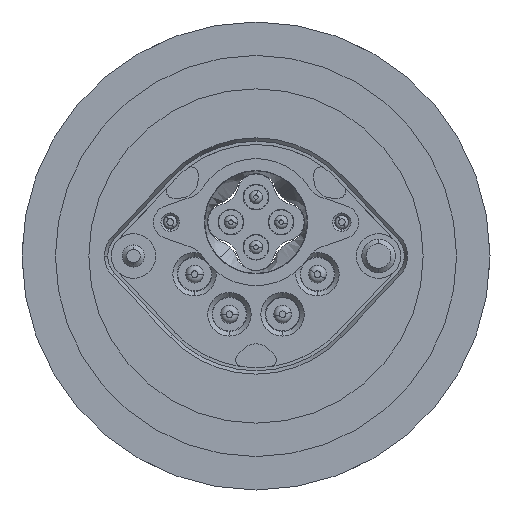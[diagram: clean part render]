
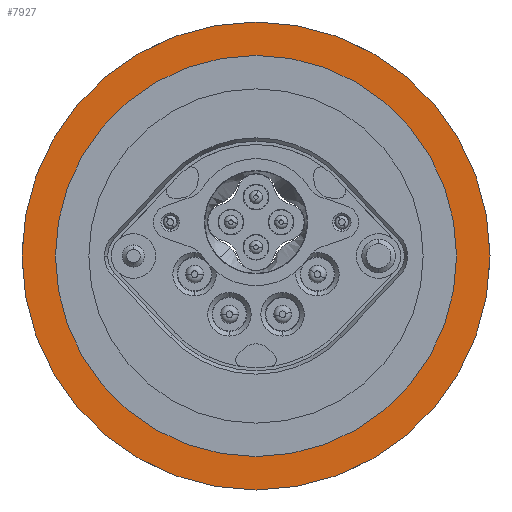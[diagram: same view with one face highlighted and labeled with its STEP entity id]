
A CAD part, front view. The second image highlights one B-rep face of the part: STEP entity #7927.
In plain terms, the highlighted planar face has unit normal (0, -1, 0).
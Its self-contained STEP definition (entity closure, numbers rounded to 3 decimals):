
#1226 = AXIS2_PLACEMENT_3D ( 'NONE', #2256, #10572, #14783 ) ;
#1852 = DIRECTION ( 'NONE',  ( 0., 1., 0. ) ) ;
#1867 = CARTESIAN_POINT ( 'NONE',  ( 0., -14.5, 0. ) ) ;
#2256 = CARTESIAN_POINT ( 'NONE',  ( 0., -14.5, 0. ) ) ;
#2864 = EDGE_CURVE ( 'NONE', #5633, #5174, #7404, .T. ) ;
#3956 = PLANE ( 'NONE',  #14517 ) ;
#4576 = DIRECTION ( 'NONE',  ( 0., 1., 0. ) ) ;
#4693 = CARTESIAN_POINT ( 'NONE',  ( 9., -14.5, 0. ) ) ;
#4718 = EDGE_CURVE ( 'NONE', #5908, #20060, #14944, .T. ) ;
#5174 = VERTEX_POINT ( 'NONE', #19866 ) ;
#5226 = CARTESIAN_POINT ( 'NONE',  ( 0., -14.5, -10.5 ) ) ;
#5633 = VERTEX_POINT ( 'NONE', #4693 ) ;
#5908 = VERTEX_POINT ( 'NONE', #5226 ) ;
#6193 = EDGE_CURVE ( 'NONE', #5174, #5633, #6307, .T. ) ;
#6307 = CIRCLE ( 'NONE', #6439, 9. ) ;
#6439 = AXIS2_PLACEMENT_3D ( 'NONE', #1867, #11079, #11217 ) ;
#7404 = CIRCLE ( 'NONE', #1226, 9. ) ;
#7927 = ADVANCED_FACE ( 'NONE', ( #16697, #10182 ), #3956, .F. ) ;
#10182 = FACE_BOUND ( 'NONE', #11238, .T. ) ;
#10572 = DIRECTION ( 'NONE',  ( 0., 1., 0. ) ) ;
#10701 = DIRECTION ( 'NONE',  ( 0., 0., 1. ) ) ;
#10960 = CARTESIAN_POINT ( 'NONE',  ( 0., -14.5, 10.5 ) ) ;
#11079 = DIRECTION ( 'NONE',  ( 0., 1., 0. ) ) ;
#11217 = DIRECTION ( 'NONE',  ( 0., 0., 1. ) ) ;
#11238 = EDGE_LOOP ( 'NONE', ( #21361, #14860 ) ) ;
#12936 = CARTESIAN_POINT ( 'NONE',  ( 0., -14.5, 0. ) ) ;
#14246 = DIRECTION ( 'NONE',  ( 0., 0., 1. ) ) ;
#14295 = DIRECTION ( 'NONE',  ( 0., 1., 0. ) ) ;
#14517 = AXIS2_PLACEMENT_3D ( 'NONE', #21203, #14295, #20034 ) ;
#14783 = DIRECTION ( 'NONE',  ( 0., 0., 1. ) ) ;
#14860 = ORIENTED_EDGE ( 'NONE', *, *, #2864, .T. ) ;
#14944 = CIRCLE ( 'NONE', #18702, 10.5 ) ;
#16697 = FACE_OUTER_BOUND ( 'NONE', #22987, .T. ) ;
#17313 = EDGE_CURVE ( 'NONE', #20060, #5908, #19041, .T. ) ;
#18263 = AXIS2_PLACEMENT_3D ( 'NONE', #22479, #4576, #14246 ) ;
#18702 = AXIS2_PLACEMENT_3D ( 'NONE', #12936, #1852, #10701 ) ;
#19041 = CIRCLE ( 'NONE', #18263, 10.5 ) ;
#19702 = ORIENTED_EDGE ( 'NONE', *, *, #4718, .F. ) ;
#19866 = CARTESIAN_POINT ( 'NONE',  ( -9., -14.5, 0. ) ) ;
#20034 = DIRECTION ( 'NONE',  ( 0., 0., 1. ) ) ;
#20060 = VERTEX_POINT ( 'NONE', #10960 ) ;
#21203 = CARTESIAN_POINT ( 'NONE',  ( 0., -14.5, -10.5 ) ) ;
#21361 = ORIENTED_EDGE ( 'NONE', *, *, #6193, .T. ) ;
#22075 = ORIENTED_EDGE ( 'NONE', *, *, #17313, .F. ) ;
#22479 = CARTESIAN_POINT ( 'NONE',  ( 0., -14.5, 0. ) ) ;
#22987 = EDGE_LOOP ( 'NONE', ( #22075, #19702 ) ) ;
